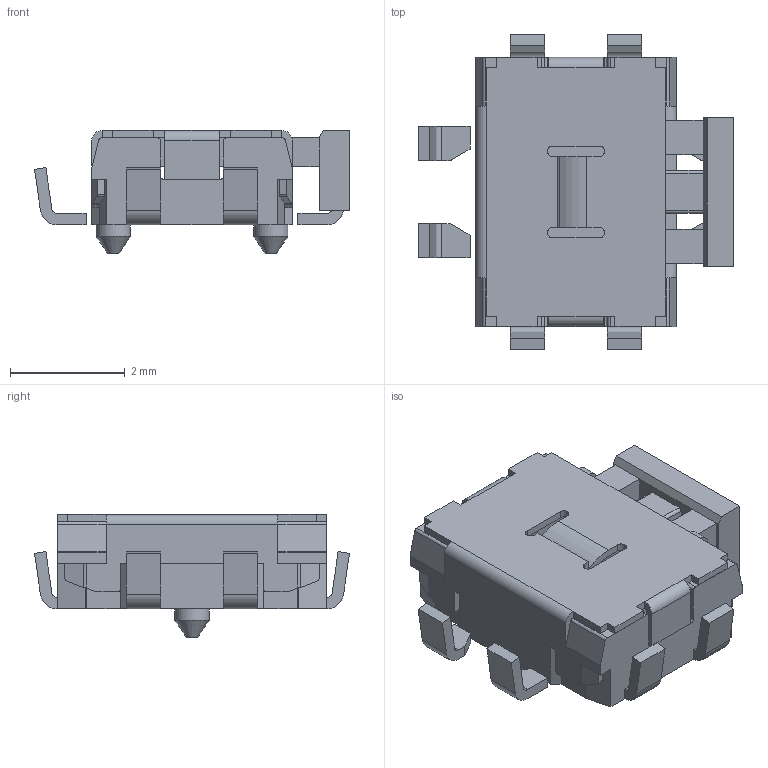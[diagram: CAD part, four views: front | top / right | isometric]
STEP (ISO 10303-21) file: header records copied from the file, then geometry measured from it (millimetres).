
FILE_DESCRIPTION( ( 'Unknown' ), '1' );
FILE_NAME( '4363x30458xx.stp', 'Unknown', ( 'Unknown' ), ( 'Unknown' ), 'XStep 1.0', 'Unknown', ' ' );
FILE_SCHEMA( ( 'automotive_design' ) );
Length unit declared in the file: millimetre
Products named in the file (8): Assem1; frame; pins; stem; cover
Bounding box: 5.5 x 5.5 x 2.15 mm (x, y, z)
Volume: 45 mm3; surface area: 309.6 mm2
Topology: 14 solids, 14 shells, 660 faces, 1762 edges, 1142 vertices
Faces by surface type: plane 500, cylinder 142, bspline 10, cone 4, torus 4
Full cylindrical faces by diameter (mm): 0.6 x4
Entity records: 11267 total; most frequent: CARTESIAN_POINT 1910, ORIENTED_EDGE 1750, DIRECTION 1673, EDGE_CURVE 875, LINE 727, VECTOR 727, VERTEX_POINT 570, AXIS2_PLACEMENT_3D 473
